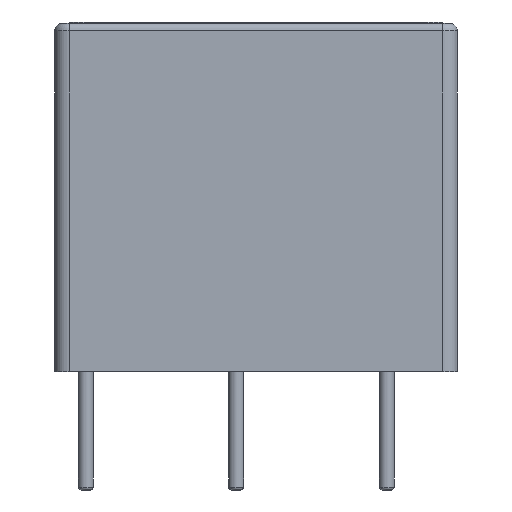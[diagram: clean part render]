
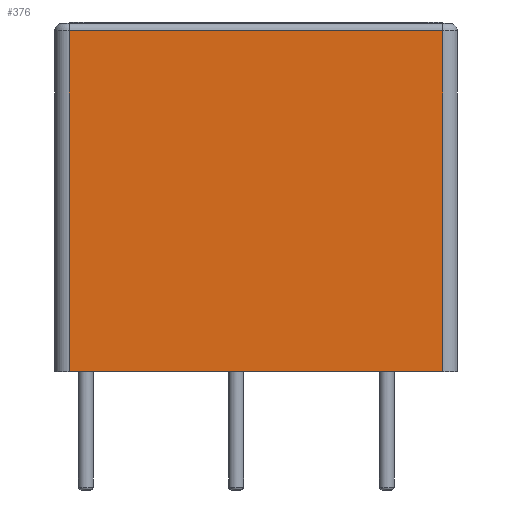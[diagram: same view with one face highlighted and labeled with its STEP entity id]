
A CAD part, left-side view. The second image highlights one B-rep face of the part: STEP entity #376.
In plain terms, the highlighted planar face has unit normal (-1, 0, 0).
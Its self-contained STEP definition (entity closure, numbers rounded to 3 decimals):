
#117 = VERTEX_POINT('',#118);
#118 = CARTESIAN_POINT('',(-2.54,-13.94,0.1));
#125 = EDGE_CURVE('',#117,#126,#128,.T.);
#126 = VERTEX_POINT('',#127);
#127 = CARTESIAN_POINT('',(-2.54,11.26,0.1));
#128 = LINE('',#129,#130);
#129 = CARTESIAN_POINT('',(-2.54,-14.94,0.1));
#130 = VECTOR('',#131,1.);
#131 = DIRECTION('',(0.,1.,0.));
#330 = EDGE_CURVE('',#126,#331,#333,.T.);
#331 = VERTEX_POINT('',#332);
#332 = CARTESIAN_POINT('',(-2.54,11.26,23.1));
#333 = LINE('',#334,#335);
#334 = CARTESIAN_POINT('',(-2.54,11.26,0.1));
#335 = VECTOR('',#336,1.);
#336 = DIRECTION('',(0.,0.,1.));
#357 = EDGE_CURVE('',#117,#358,#360,.T.);
#358 = VERTEX_POINT('',#359);
#359 = CARTESIAN_POINT('',(-2.54,-13.94,23.1));
#360 = LINE('',#361,#362);
#361 = CARTESIAN_POINT('',(-2.54,-13.94,0.1));
#362 = VECTOR('',#363,1.);
#363 = DIRECTION('',(0.,0.,1.));
#376 = ADVANCED_FACE('',(#377),#388,.T.);
#377 = FACE_BOUND('',#378,.T.);
#378 = EDGE_LOOP('',(#379,#380,#381,#382));
#379 = ORIENTED_EDGE('',*,*,#330,.F.);
#380 = ORIENTED_EDGE('',*,*,#125,.F.);
#381 = ORIENTED_EDGE('',*,*,#357,.T.);
#382 = ORIENTED_EDGE('',*,*,#383,.T.);
#383 = EDGE_CURVE('',#358,#331,#384,.T.);
#384 = LINE('',#385,#386);
#385 = CARTESIAN_POINT('',(-2.54,-13.94,23.1));
#386 = VECTOR('',#387,1.);
#387 = DIRECTION('',(0.,1.,0.));
#388 = PLANE('',#389);
#389 = AXIS2_PLACEMENT_3D('',#390,#391,#392);
#390 = CARTESIAN_POINT('',(-2.54,-14.94,0.1));
#391 = DIRECTION('',(-1.,0.,0.));
#392 = DIRECTION('',(0.,1.,0.));
